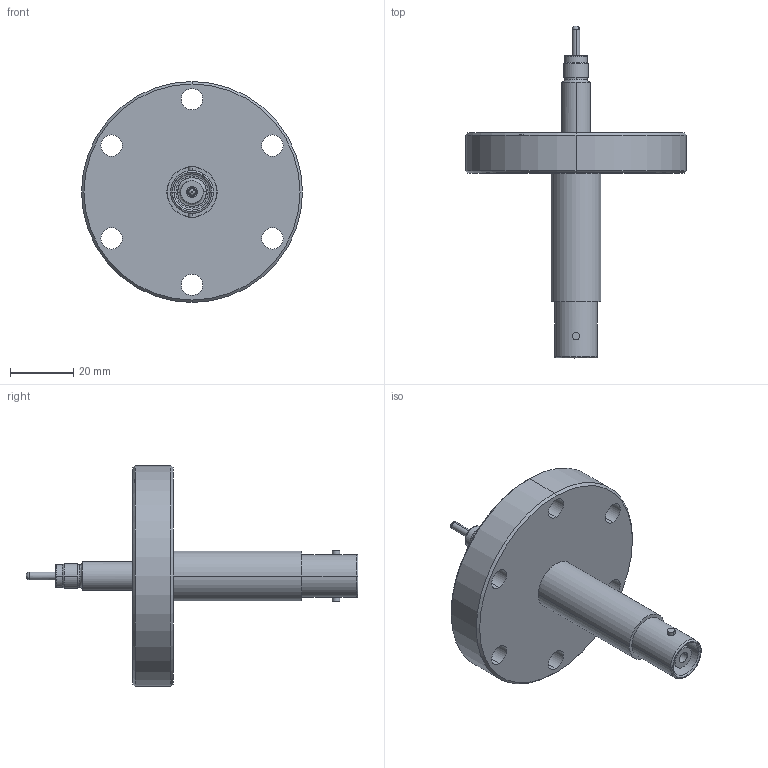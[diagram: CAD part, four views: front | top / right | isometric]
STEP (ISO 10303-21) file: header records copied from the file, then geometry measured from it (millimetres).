
FILE_DESCRIPTION (( 'STEP AP203' ), '1' );
FILE_NAME ('A1909-1-CF.STEP', '2011-10-21T17:18:21', ( '' ), ( '' ), 'SwSTEP 2.0', 'SolidWorks 2011', '' );
FILE_SCHEMA (( 'CONFIG_CONTROL_DESIGN' ));
Length unit declared in the file: inch
Products named in the file (1): A1909-1-CF
Bounding box: 69.85 x 104.95 x 69.85 mm (x, y, z)
Volume: 51130.7 mm3; surface area: 22582.7 mm2
Topology: 1 solids, 1 shells, 127 faces, 294 edges, 190 vertices
Faces by surface type: cylinder 64, plane 31, bspline 18, cone 14
Entity records: 4433 total; most frequent: CARTESIAN_POINT 1380, DIRECTION 674, ORIENTED_EDGE 588, EDGE_CURVE 294, AXIS2_PLACEMENT_3D 292, VERTEX_POINT 190, CIRCLE 182, EDGE_LOOP 160
